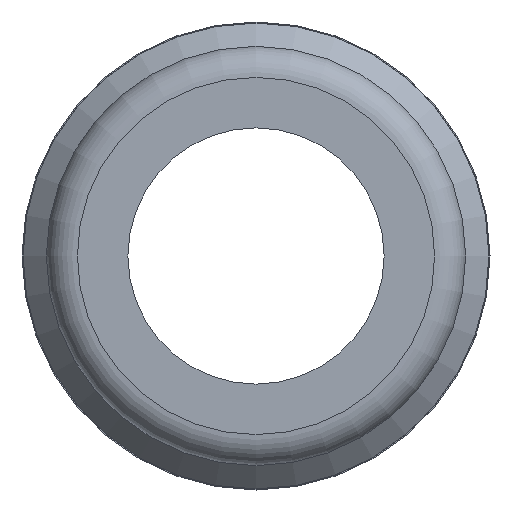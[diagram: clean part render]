
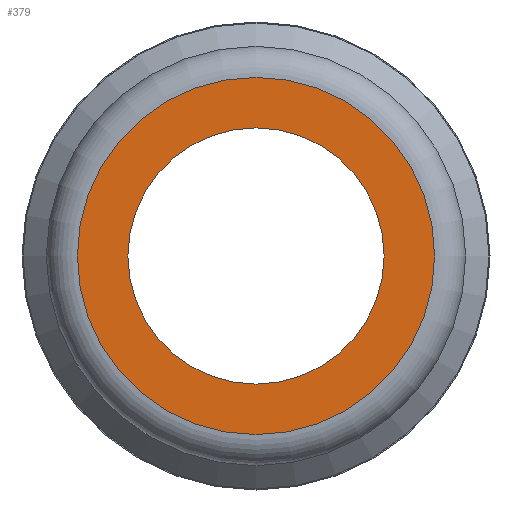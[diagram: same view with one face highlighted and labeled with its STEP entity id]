
A CAD part, left-side view. The second image highlights one B-rep face of the part: STEP entity #379.
In plain terms, the highlighted planar face has unit normal (-1, 0, 0).
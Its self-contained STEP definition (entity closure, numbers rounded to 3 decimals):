
#317=CARTESIAN_POINT('',(0.,3.45,0.0));
#318=VERTEX_POINT('',#317);
#319=CARTESIAN_POINT('',(0.,0.0,0.0));
#320=DIRECTION('',(1.0,0.0,0.0));
#321=DIRECTION('',(0.0,-1.0,0.0));
#322=AXIS2_PLACEMENT_3D('',#319,#320,#321);
#323=CIRCLE('',#322,3.45);
#324=EDGE_CURVE('',#318,#318,#323,.T.);
#360=CARTESIAN_POINT('',(0.,3.262,0.0));
#361=DIRECTION('',(-1.0,0.0,0.0));
#362=DIRECTION('',(0.0,0.0,1.0));
#363=AXIS2_PLACEMENT_3D('',#360,#361,#362);
#364=PLANE('',#363);
#365=ORIENTED_EDGE('',*,*,#324,.F.);
#366=EDGE_LOOP('',(#365));
#367=FACE_OUTER_BOUND('',#366,.T.);
#368=CARTESIAN_POINT('',(0.,2.475,0.0));
#369=VERTEX_POINT('',#368);
#370=CARTESIAN_POINT('',(0.,0.0,0.0));
#371=DIRECTION('',(1.0,0.0,0.0));
#372=DIRECTION('',(0.0,1.0,0.0));
#373=AXIS2_PLACEMENT_3D('',#370,#371,#372);
#374=CIRCLE('',#373,2.475);
#375=EDGE_CURVE('',#369,#369,#374,.T.);
#376=ORIENTED_EDGE('',*,*,#375,.T.);
#377=EDGE_LOOP('',(#376));
#378=FACE_BOUND('',#377,.T.);
#379=ADVANCED_FACE('',(#367,#378),#364,.T.);
